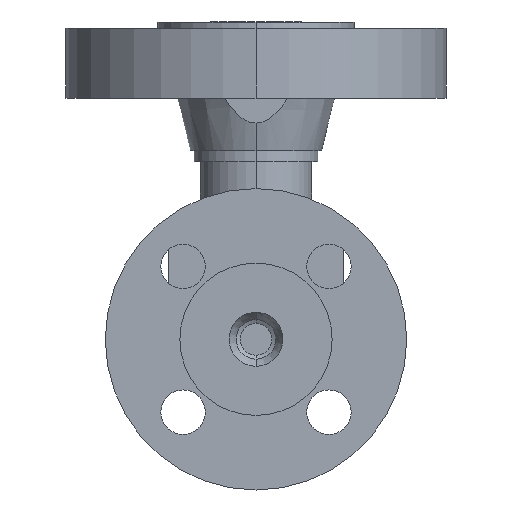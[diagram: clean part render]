
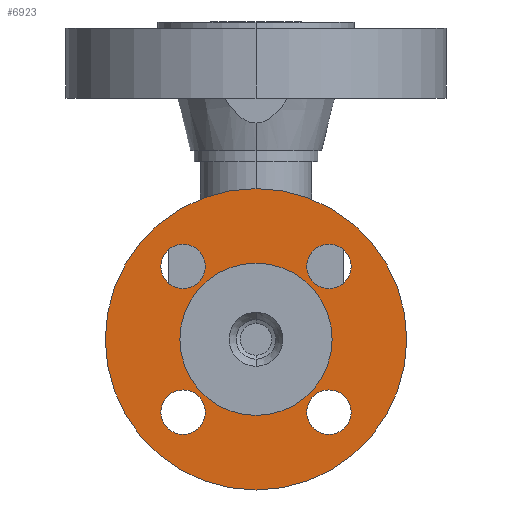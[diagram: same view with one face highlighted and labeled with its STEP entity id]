
A CAD part, front view. The second image highlights one B-rep face of the part: STEP entity #6923.
In plain terms, the highlighted planar face has unit normal (0, -1, 0).
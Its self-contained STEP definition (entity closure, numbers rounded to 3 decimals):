
#6656=CARTESIAN_POINT('',(0.,0.,0.));
#6657=DIRECTION('',(0.,1.,0.));
#6658=DIRECTION('',(0.,0.,-1.));
#6659=AXIS2_PLACEMENT_3D('',#6656,#6657,#6658);
#6661=CARTESIAN_POINT('',(0.,0.,0.));
#6662=DIRECTION('',(0.,-1.,0.));
#6663=DIRECTION('',(0.,0.,-1.));
#6664=AXIS2_PLACEMENT_3D('',#6661,#6662,#6663);
#6666=CARTESIAN_POINT('',(-22.981,0.,-22.981));
#6667=DIRECTION('',(0.,-1.,0.));
#6668=DIRECTION('',(1.,0.,0.));
#6669=AXIS2_PLACEMENT_3D('',#6666,#6667,#6668);
#6671=CARTESIAN_POINT('',(-22.981,0.,-22.981));
#6672=DIRECTION('',(0.,-1.,0.));
#6673=DIRECTION('',(-1.,0.,0.));
#6674=AXIS2_PLACEMENT_3D('',#6671,#6672,#6673);
#6676=CARTESIAN_POINT('',(-22.981,0.,22.981));
#6677=DIRECTION('',(0.,-1.,0.));
#6678=DIRECTION('',(1.,0.,0.));
#6679=AXIS2_PLACEMENT_3D('',#6676,#6677,#6678);
#6681=CARTESIAN_POINT('',(-22.981,0.,22.981));
#6682=DIRECTION('',(0.,-1.,0.));
#6683=DIRECTION('',(-1.,0.,0.));
#6684=AXIS2_PLACEMENT_3D('',#6681,#6682,#6683);
#6686=CARTESIAN_POINT('',(22.981,0.,22.981));
#6687=DIRECTION('',(0.,-1.,0.));
#6688=DIRECTION('',(1.,0.,0.));
#6689=AXIS2_PLACEMENT_3D('',#6686,#6687,#6688);
#6691=CARTESIAN_POINT('',(22.981,0.,22.981));
#6692=DIRECTION('',(0.,-1.,0.));
#6693=DIRECTION('',(-1.,0.,0.));
#6694=AXIS2_PLACEMENT_3D('',#6691,#6692,#6693);
#6696=CARTESIAN_POINT('',(22.981,0.,-22.981));
#6697=DIRECTION('',(0.,-1.,0.));
#6698=DIRECTION('',(1.,0.,0.));
#6699=AXIS2_PLACEMENT_3D('',#6696,#6697,#6698);
#6701=CARTESIAN_POINT('',(22.981,0.,-22.981));
#6702=DIRECTION('',(0.,-1.,0.));
#6703=DIRECTION('',(-1.,0.,0.));
#6704=AXIS2_PLACEMENT_3D('',#6701,#6702,#6703);
#6706=CARTESIAN_POINT('',(0.,0.,0.));
#6707=DIRECTION('',(0.,-1.,0.));
#6708=DIRECTION('',(0.,0.,-1.));
#6709=AXIS2_PLACEMENT_3D('',#6706,#6707,#6708);
#6719=CARTESIAN_POINT('',(0.,0.,0.));
#6720=DIRECTION('',(0.,1.,0.));
#6721=DIRECTION('',(0.,0.,-1.));
#6722=AXIS2_PLACEMENT_3D('',#6719,#6720,#6721);
#6807=CARTESIAN_POINT('',(0.,0.,-24.));
#6809=VERTEX_POINT('',#6807);
#6810=CARTESIAN_POINT('',(0.,0.,-47.5));
#6812=VERTEX_POINT('',#6810);
#6815=CARTESIAN_POINT('',(0.,0.,24.));
#6817=VERTEX_POINT('',#6815);
#6818=CARTESIAN_POINT('',(0.,0.,47.5));
#6820=VERTEX_POINT('',#6818);
#6822=CARTESIAN_POINT('',(-15.981,0.,-22.981));
#6823=CARTESIAN_POINT('',(-29.981,0.,-22.981));
#6824=VERTEX_POINT('',#6822);
#6825=VERTEX_POINT('',#6823);
#6830=CARTESIAN_POINT('',(-15.981,0.,22.981));
#6831=CARTESIAN_POINT('',(-29.981,0.,22.981));
#6832=VERTEX_POINT('',#6830);
#6833=VERTEX_POINT('',#6831);
#6838=CARTESIAN_POINT('',(29.981,0.,22.981));
#6839=CARTESIAN_POINT('',(15.981,0.,22.981));
#6840=VERTEX_POINT('',#6838);
#6841=VERTEX_POINT('',#6839);
#6846=CARTESIAN_POINT('',(29.981,0.,-22.981));
#6847=CARTESIAN_POINT('',(15.981,0.,-22.981));
#6848=VERTEX_POINT('',#6846);
#6849=VERTEX_POINT('',#6847);
#6884=CARTESIAN_POINT('',(0.,0.,0.));
#6885=DIRECTION('',(0.,-1.,0.));
#6886=DIRECTION('',(0.,0.,1.));
#6887=AXIS2_PLACEMENT_3D('',#6884,#6885,#6886);
#6888=PLANE('',#6887);
#6890=ORIENTED_EDGE('',*,*,#6889,.F.);
#6892=ORIENTED_EDGE('',*,*,#6891,.T.);
#6893=EDGE_LOOP('',(#6890,#6892));
#6894=FACE_OUTER_BOUND('',#6893,.F.);
#6895=ORIENTED_EDGE('',*,*,#6876,.F.);
#6896=ORIENTED_EDGE('',*,*,#6865,.T.);
#6897=EDGE_LOOP('',(#6895,#6896));
#6898=FACE_BOUND('',#6897,.F.);
#6900=ORIENTED_EDGE('',*,*,#6899,.T.);
#6902=ORIENTED_EDGE('',*,*,#6901,.T.);
#6903=EDGE_LOOP('',(#6900,#6902));
#6904=FACE_BOUND('',#6903,.F.);
#6906=ORIENTED_EDGE('',*,*,#6905,.T.);
#6908=ORIENTED_EDGE('',*,*,#6907,.T.);
#6909=EDGE_LOOP('',(#6906,#6908));
#6910=FACE_BOUND('',#6909,.F.);
#6912=ORIENTED_EDGE('',*,*,#6911,.T.);
#6914=ORIENTED_EDGE('',*,*,#6913,.T.);
#6915=EDGE_LOOP('',(#6912,#6914));
#6916=FACE_BOUND('',#6915,.F.);
#6918=ORIENTED_EDGE('',*,*,#6917,.T.);
#6920=ORIENTED_EDGE('',*,*,#6919,.T.);
#6921=EDGE_LOOP('',(#6918,#6920));
#6922=FACE_BOUND('',#6921,.F.);
#6923=ADVANCED_FACE('',(#6894,#6898,#6904,#6910,#6916,#6922),#6888,.T.);
#6660=CIRCLE('',#6659,24.);
#6665=CIRCLE('',#6664,24.);
#6670=CIRCLE('',#6669,7.);
#6675=CIRCLE('',#6674,7.);
#6680=CIRCLE('',#6679,7.);
#6685=CIRCLE('',#6684,7.);
#6690=CIRCLE('',#6689,7.);
#6695=CIRCLE('',#6694,7.);
#6700=CIRCLE('',#6699,7.);
#6705=CIRCLE('',#6704,7.);
#6710=CIRCLE('',#6709,47.5);
#6723=CIRCLE('',#6722,47.5);
#6865=EDGE_CURVE('',#6809,#6817,#6665,.T.);
#6876=EDGE_CURVE('',#6809,#6817,#6660,.T.);
#6889=EDGE_CURVE('',#6812,#6820,#6710,.T.);
#6891=EDGE_CURVE('',#6812,#6820,#6723,.T.);
#6899=EDGE_CURVE('',#6824,#6825,#6670,.T.);
#6901=EDGE_CURVE('',#6825,#6824,#6675,.T.);
#6905=EDGE_CURVE('',#6832,#6833,#6680,.T.);
#6907=EDGE_CURVE('',#6833,#6832,#6685,.T.);
#6911=EDGE_CURVE('',#6840,#6841,#6690,.T.);
#6913=EDGE_CURVE('',#6841,#6840,#6695,.T.);
#6917=EDGE_CURVE('',#6848,#6849,#6700,.T.);
#6919=EDGE_CURVE('',#6849,#6848,#6705,.T.);
